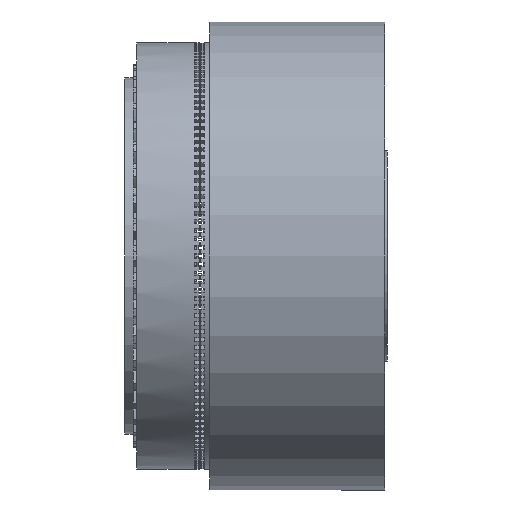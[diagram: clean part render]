
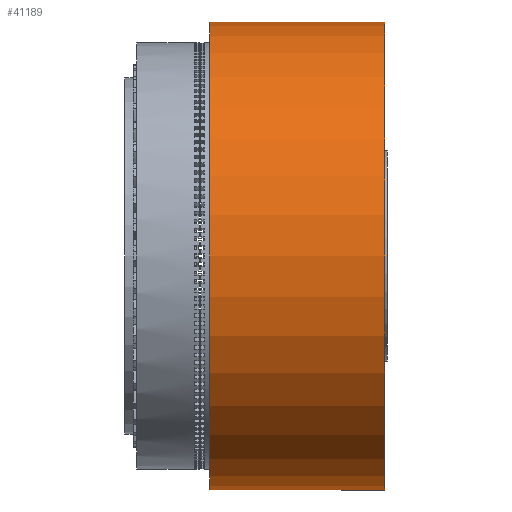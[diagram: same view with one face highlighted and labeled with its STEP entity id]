
A CAD part, front view. The second image highlights one B-rep face of the part: STEP entity #41189.
In plain terms, the highlighted cylindrical face has radius 66.675 mm (diameter 133.35 mm), a partial arc.
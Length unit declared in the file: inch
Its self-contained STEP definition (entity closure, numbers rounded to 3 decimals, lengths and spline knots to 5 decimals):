
#572 = EDGE_CURVE ( 'NONE', #7658, #10254, #74839, .T. ) ;
#2322 = CARTESIAN_POINT ( 'NONE',  ( 0., 0., 2.625 ) ) ;
#4668 = EDGE_CURVE ( 'NONE', #72722, #35056, #62374, .T. ) ;
#6265 = EDGE_CURVE ( 'NONE', #35056, #10254, #7365, .T. ) ;
#6316 = CYLINDRICAL_SURFACE ( 'NONE', #6687, 2.625 ) ;
#6687 = AXIS2_PLACEMENT_3D ( 'NONE', #46907, #65724, #22723 ) ;
#7365 = LINE ( 'NONE', #58761, #54414 ) ;
#7658 = VERTEX_POINT ( 'NONE', #63868 ) ;
#8345 = DIRECTION ( 'NONE',  ( -1., 0., 0. ) ) ;
#8673 = VECTOR ( 'NONE', #38314, 39.37008 ) ;
#8716 = ORIENTED_EDGE ( 'NONE', *, *, #4668, .T. ) ;
#10254 = VERTEX_POINT ( 'NONE', #2322 ) ;
#14413 = LINE ( 'NONE', #32147, #8673 ) ;
#15763 = DIRECTION ( 'NONE',  ( -1., 0., 0. ) ) ;
#20146 = ORIENTED_EDGE ( 'NONE', *, *, #6265, .T. ) ;
#20218 = ORIENTED_EDGE ( 'NONE', *, *, #572, .F. ) ;
#22723 = DIRECTION ( 'NONE',  ( 0., 0., 1. ) ) ;
#26245 = CARTESIAN_POINT ( 'NONE',  ( 0., 0., 0. ) ) ;
#26663 = DIRECTION ( 'NONE',  ( -1., 0., 0. ) ) ;
#27015 = DIRECTION ( 'NONE',  ( 0., 0., 1. ) ) ;
#31655 = EDGE_LOOP ( 'NONE', ( #59537, #8716, #20146, #20218 ) ) ;
#32147 = CARTESIAN_POINT ( 'NONE',  ( -0.12557, 0., -2.625 ) ) ;
#33418 = CARTESIAN_POINT ( 'NONE',  ( 1.965, 0., -2.625 ) ) ;
#34648 = AXIS2_PLACEMENT_3D ( 'NONE', #45087, #8345, #51280 ) ;
#35056 = VERTEX_POINT ( 'NONE', #78752 ) ;
#38216 = EDGE_CURVE ( 'NONE', #72722, #7658, #14413, .T. ) ;
#38314 = DIRECTION ( 'NONE',  ( -1., 0., 0. ) ) ;
#41189 = ADVANCED_FACE ( 'NONE', ( #55281 ), #6316, .T. ) ;
#45087 = CARTESIAN_POINT ( 'NONE',  ( 1.965, 0., 0. ) ) ;
#46907 = CARTESIAN_POINT ( 'NONE',  ( -0.12557, 0., 0. ) ) ;
#48389 = AXIS2_PLACEMENT_3D ( 'NONE', #26245, #26663, #27015 ) ;
#51280 = DIRECTION ( 'NONE',  ( 0., 0., 1. ) ) ;
#54414 = VECTOR ( 'NONE', #15763, 39.37008 ) ;
#55281 = FACE_OUTER_BOUND ( 'NONE', #31655, .T. ) ;
#58761 = CARTESIAN_POINT ( 'NONE',  ( -0.12557, 0., 2.625 ) ) ;
#59537 = ORIENTED_EDGE ( 'NONE', *, *, #38216, .F. ) ;
#62374 = CIRCLE ( 'NONE', #34648, 2.625 ) ;
#63868 = CARTESIAN_POINT ( 'NONE',  ( 0., 0., -2.625 ) ) ;
#65724 = DIRECTION ( 'NONE',  ( -1., 0., 0. ) ) ;
#72722 = VERTEX_POINT ( 'NONE', #33418 ) ;
#74839 = CIRCLE ( 'NONE', #48389, 2.625 ) ;
#78752 = CARTESIAN_POINT ( 'NONE',  ( 1.965, 0., 2.625 ) ) ;
